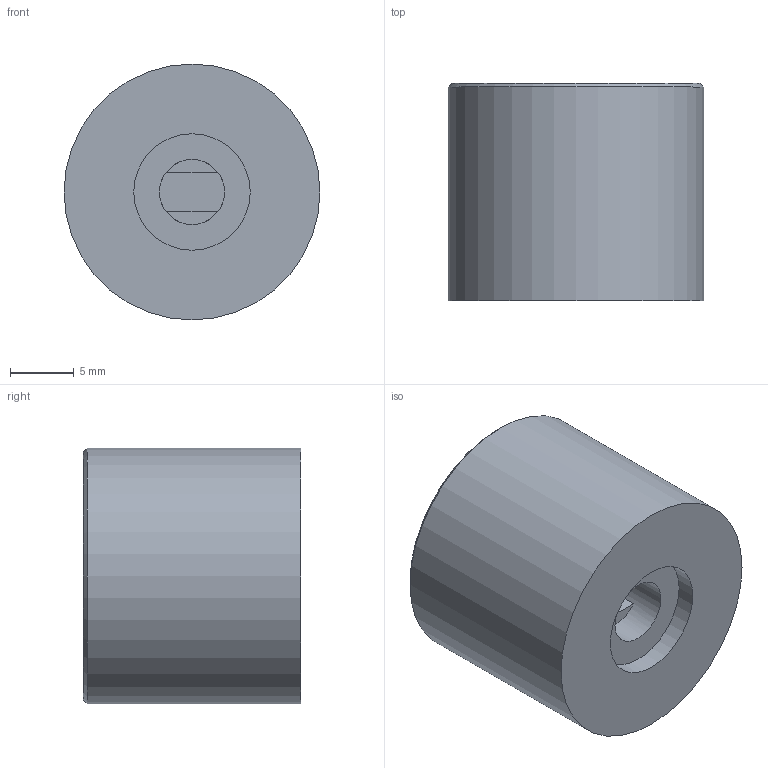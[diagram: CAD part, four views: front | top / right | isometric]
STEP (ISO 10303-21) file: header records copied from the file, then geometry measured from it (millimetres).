
FILE_DESCRIPTION(/* description */ (''),/* implementation_level */ '2;1');
FILE_NAME(/* name */ 'base_stepper_connector v2.step',/* time_stamp */ '2019-01-11T10:47:46+01:00',/* author */ ('elderzz'),/* organization */ (''),/* preprocessor_version */ 'ST-DEVELOPER v17.2',/* originating_system */ 'Autodesk Translation Framework v7.6.0.251',/* authorisation */ '');
FILE_SCHEMA (('AUTOMOTIVE_DESIGN { 1 0 10303 214 3 1 1 }'));
Length unit declared in the file: millimetre
Products named in the file (1): base_stepper_connector
Bounding box: 20 x 17 x 20 mm (x, y, z)
Volume: 5102.2 mm3; surface area: 1856.3 mm2
Topology: 1 solids, 1 shells, 12 faces, 23 edges, 15 vertices
Faces by surface type: plane 8, cylinder 3, cone 1
Full cylindrical faces by diameter (mm): 5.09 x1, 9.1 x1, 20 x1
Entity records: 343 total; most frequent: DIRECTION 60, CARTESIAN_POINT 51, ORIENTED_EDGE 46, AXIS2_PLACEMENT_3D 24, EDGE_CURVE 23, VERTEX_POINT 15, EDGE_LOOP 14, FACE_OUTER_BOUND 12
